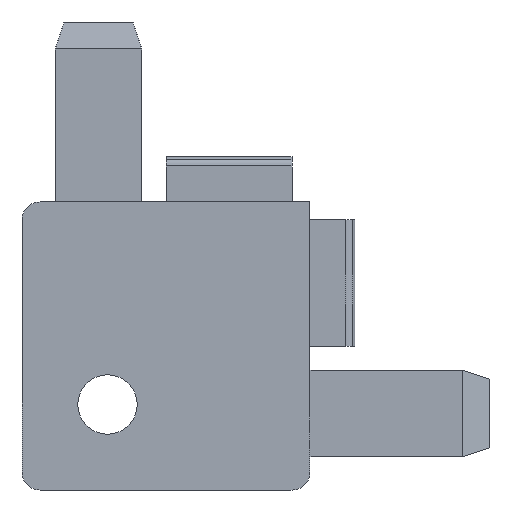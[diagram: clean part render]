
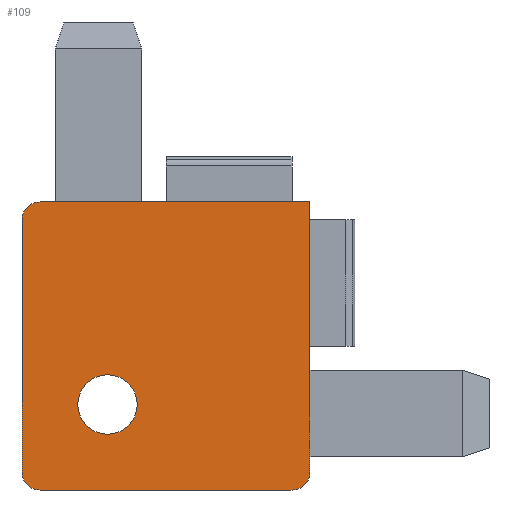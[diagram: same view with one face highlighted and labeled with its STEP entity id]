
A CAD part, front view. The second image highlights one B-rep face of the part: STEP entity #109.
In plain terms, the highlighted planar face has unit normal (0, -1, 0).
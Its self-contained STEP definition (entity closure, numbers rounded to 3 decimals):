
#109=ADVANCED_FACE('',(#249,#250),#251,.F.);
#249=FACE_OUTER_BOUND('',#413,.T.);
#250=FACE_BOUND('',#414,.T.);
#251=PLANE('',#415);
#413=EDGE_LOOP('',(#675,#676,#677,#678,#679,#680,#681,#682,#683,#684));
#414=EDGE_LOOP('',(#685,#686));
#415=AXIS2_PLACEMENT_3D('',#687,#688,#689);
#675=ORIENTED_EDGE('',*,*,#997,.F.);
#676=ORIENTED_EDGE('',*,*,#1006,.F.);
#677=ORIENTED_EDGE('',*,*,#1017,.F.);
#678=ORIENTED_EDGE('',*,*,#1040,.F.);
#679=ORIENTED_EDGE('',*,*,#992,.F.);
#680=ORIENTED_EDGE('',*,*,#1043,.F.);
#681=ORIENTED_EDGE('',*,*,#1045,.F.);
#682=ORIENTED_EDGE('',*,*,#987,.F.);
#683=ORIENTED_EDGE('',*,*,#1047,.F.);
#684=ORIENTED_EDGE('',*,*,#1031,.F.);
#685=ORIENTED_EDGE('',*,*,#1002,.T.);
#686=ORIENTED_EDGE('',*,*,#1028,.T.);
#687=CARTESIAN_POINT('',(6.5,-4.85,6.5));
#688=DIRECTION('',(0.0,1.0,0.0));
#689=DIRECTION('',(1.0,0.0,-0.0));
#987=EDGE_CURVE('',#1180,#1176,#1182,.T.);
#992=EDGE_CURVE('',#1189,#1185,#1191,.T.);
#997=EDGE_CURVE('',#1198,#1194,#1200,.T.);
#1002=EDGE_CURVE('',#1203,#1207,#1209,.T.);
#1006=EDGE_CURVE('',#1213,#1198,#1215,.T.);
#1017=EDGE_CURVE('',#1233,#1213,#1236,.T.);
#1028=EDGE_CURVE('',#1207,#1203,#1255,.T.);
#1031=EDGE_CURVE('',#1194,#1258,#1259,.T.);
#1040=EDGE_CURVE('',#1185,#1233,#1270,.T.);
#1043=EDGE_CURVE('',#1272,#1189,#1274,.T.);
#1045=EDGE_CURVE('',#1176,#1272,#1276,.T.);
#1047=EDGE_CURVE('',#1258,#1180,#1278,.T.);
#1176=VERTEX_POINT('',#1439);
#1180=VERTEX_POINT('',#1444);
#1182=CIRCLE('',#1447,2.0);
#1185=VERTEX_POINT('',#1450);
#1189=VERTEX_POINT('',#1455);
#1191=CIRCLE('',#1458,2.0);
#1194=VERTEX_POINT('',#1461);
#1198=VERTEX_POINT('',#1466);
#1200=CIRCLE('',#1469,2.0);
#1203=VERTEX_POINT('',#1472);
#1207=VERTEX_POINT('',#1477);
#1209=CIRCLE('',#1480,3.3);
#1213=VERTEX_POINT('',#1485);
#1215=LINE('',#1488,#1489);
#1233=VERTEX_POINT('',#1515);
#1236=LINE('',#1519,#1520);
#1255=CIRCLE('',#1548,3.3);
#1258=VERTEX_POINT('',#1551);
#1259=CIRCLE('',#1552,2.0);
#1270=CIRCLE('',#1566,2.0);
#1272=VERTEX_POINT('',#1568);
#1274=LINE('',#1571,#1572);
#1276=CIRCLE('',#1574,2.0);
#1278=LINE('',#1576,#1577);
#1439=CARTESIAN_POINT('',(-8.914,-4.85,-8.914));
#1444=CARTESIAN_POINT('',(-7.5,-4.85,-9.5));
#1447=AXIS2_PLACEMENT_3D('',#1777,#1778,#1779);
#1450=CARTESIAN_POINT('',(-8.914,-4.85,21.914));
#1455=CARTESIAN_POINT('',(-9.5,-4.85,20.5));
#1458=AXIS2_PLACEMENT_3D('',#1785,#1786,#1787);
#1461=CARTESIAN_POINT('',(21.914,-4.85,-8.914));
#1466=CARTESIAN_POINT('',(22.5,-4.85,-7.5));
#1469=AXIS2_PLACEMENT_3D('',#1793,#1794,#1795);
#1472=CARTESIAN_POINT('',(3.3,-4.85,0.));
#1477=CARTESIAN_POINT('',(-3.3,-4.85,0.));
#1480=AXIS2_PLACEMENT_3D('',#1801,#1802,#1803);
#1485=CARTESIAN_POINT('',(22.5,-4.85,22.5));
#1488=CARTESIAN_POINT('',(22.5,-4.85,22.5));
#1489=VECTOR('',#1806,30.0);
#1515=CARTESIAN_POINT('',(-7.5,-4.85,22.5));
#1519=CARTESIAN_POINT('',(-7.5,-4.85,22.5));
#1520=VECTOR('',#1816,30.0);
#1548=AXIS2_PLACEMENT_3D('',#1826,#1827,#1828);
#1551=CARTESIAN_POINT('',(20.5,-4.85,-9.5));
#1552=AXIS2_PLACEMENT_3D('',#1832,#1833,#1834);
#1566=AXIS2_PLACEMENT_3D('',#1847,#1848,#1849);
#1568=CARTESIAN_POINT('',(-9.5,-4.85,-7.5));
#1571=CARTESIAN_POINT('',(-9.5,-4.85,-7.5));
#1572=VECTOR('',#1851,28.0);
#1574=AXIS2_PLACEMENT_3D('',#1852,#1853,#1854);
#1576=CARTESIAN_POINT('',(20.5,-4.85,-9.5));
#1577=VECTOR('',#1855,28.0);
#1777=CARTESIAN_POINT('',(-7.5,-4.85,-7.5));
#1778=DIRECTION('',(0.0,1.0,0.0));
#1779=DIRECTION('',(-0.707,0.0,-0.707));
#1785=CARTESIAN_POINT('',(-7.5,-4.85,20.5));
#1786=DIRECTION('',(0.0,1.0,0.0));
#1787=DIRECTION('',(-0.707,0.0,0.707));
#1793=CARTESIAN_POINT('',(20.5,-4.85,-7.5));
#1794=DIRECTION('',(0.0,1.0,0.0));
#1795=DIRECTION('',(0.707,0.0,-0.707));
#1801=CARTESIAN_POINT('',(0.0,-4.85,0.));
#1802=DIRECTION('',(-0.0,1.0,0.0));
#1803=DIRECTION('',(1.0,0.0,0.0));
#1806=DIRECTION('',(0.0,0.0,-1.0));
#1816=DIRECTION('',(1.0,0.0,0.0));
#1826=CARTESIAN_POINT('',(0.0,-4.85,0.));
#1827=DIRECTION('',(-0.0,1.0,0.0));
#1828=DIRECTION('',(1.0,0.0,0.0));
#1832=CARTESIAN_POINT('',(20.5,-4.85,-7.5));
#1833=DIRECTION('',(0.0,1.0,0.0));
#1834=DIRECTION('',(0.707,0.0,-0.707));
#1847=CARTESIAN_POINT('',(-7.5,-4.85,20.5));
#1848=DIRECTION('',(0.0,1.0,0.0));
#1849=DIRECTION('',(-0.707,0.0,0.707));
#1851=DIRECTION('',(0.0,0.0,1.0));
#1852=CARTESIAN_POINT('',(-7.5,-4.85,-7.5));
#1853=DIRECTION('',(0.0,1.0,0.0));
#1854=DIRECTION('',(-0.707,0.0,-0.707));
#1855=DIRECTION('',(-1.0,0.0,0.0));
